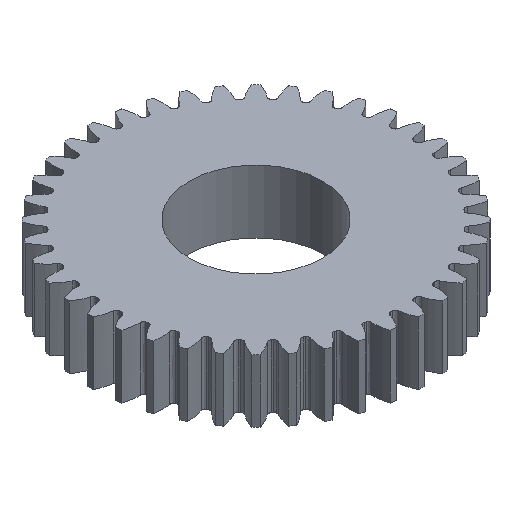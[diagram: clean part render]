
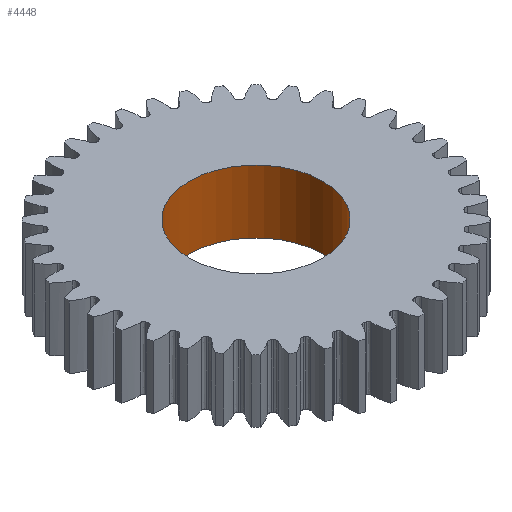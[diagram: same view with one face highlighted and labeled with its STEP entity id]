
A CAD part, isometric view. The second image highlights one B-rep face of the part: STEP entity #4448.
In plain terms, the highlighted cylindrical face has radius 6.35 mm (diameter 12.7 mm), a full revolution.
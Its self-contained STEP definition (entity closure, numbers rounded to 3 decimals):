
#103=LINE('',#32019,#184);
#184=VECTOR('',#5281,6.35);
#584=CIRCLE('',#4704,6.35);
#586=CIRCLE('',#4708,6.35);
#667=CYLINDRICAL_SURFACE('',#4707,6.35);
#909=FACE_OUTER_BOUND('',#1153,.T.);
#1153=EDGE_LOOP('',(#3882,#3883,#3884,#3885));
#1952=VERTEX_POINT('',#31513);
#1957=VERTEX_POINT('',#32018);
#2669=EDGE_CURVE('',#1952,#1952,#584,.T.);
#2679=EDGE_CURVE('',#1952,#1957,#103,.T.);
#2680=EDGE_CURVE('',#1957,#1957,#586,.T.);
#3882=ORIENTED_EDGE('',*,*,#2669,.F.);
#3883=ORIENTED_EDGE('',*,*,#2679,.T.);
#3884=ORIENTED_EDGE('',*,*,#2680,.T.);
#3885=ORIENTED_EDGE('',*,*,#2679,.F.);
#4448=ADVANCED_FACE('',(#909),#667,.F.);
#4704=AXIS2_PLACEMENT_3D('',#31514,#5271,#5272);
#4707=AXIS2_PLACEMENT_3D('',#32017,#5279,#5280);
#4708=AXIS2_PLACEMENT_3D('',#32020,#5282,#5283);
#5271=DIRECTION('center_axis',(0.,0.,-1.));
#5272=DIRECTION('ref_axis',(1.,0.,0.));
#5279=DIRECTION('center_axis',(0.,0.,1.));
#5280=DIRECTION('ref_axis',(1.,0.,0.));
#5281=DIRECTION('',(0.,0.,-1.));
#5282=DIRECTION('center_axis',(0.,0.,-1.));
#5283=DIRECTION('ref_axis',(1.,0.,0.));
#31513=CARTESIAN_POINT('',(-6.35,0.,6.));
#31514=CARTESIAN_POINT('Origin',(0.,0.,6.));
#32017=CARTESIAN_POINT('Origin',(0.,0.,0.));
#32018=CARTESIAN_POINT('',(-6.35,0.,0.));
#32019=CARTESIAN_POINT('',(-6.35,0.,0.));
#32020=CARTESIAN_POINT('Origin',(0.,0.,0.));
